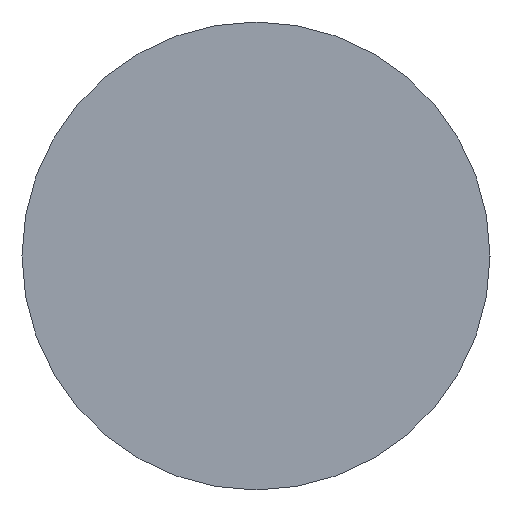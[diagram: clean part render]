
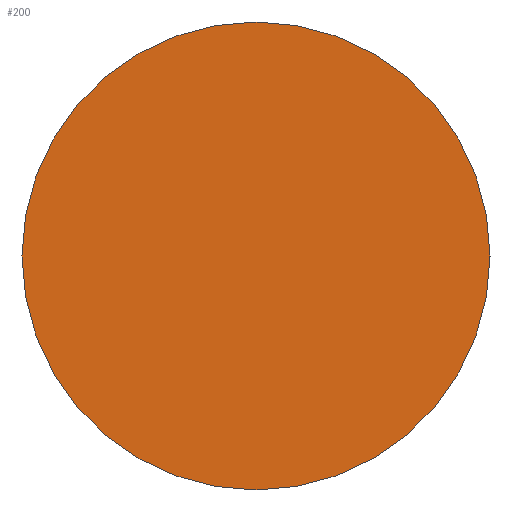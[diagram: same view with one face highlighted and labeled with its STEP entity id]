
A CAD part, left-side view. The second image highlights one B-rep face of the part: STEP entity #200.
In plain terms, the highlighted planar face has unit normal (-1, 0, 0).
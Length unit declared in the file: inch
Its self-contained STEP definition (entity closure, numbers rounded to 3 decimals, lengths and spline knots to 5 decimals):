
#30=PLANE('',#230);
#41=FACE_OUTER_BOUND('',#55,.T.);
#55=EDGE_LOOP('',(#187));
#98=CIRCLE('',#227,0.25);
#114=VERTEX_POINT('',#334);
#137=EDGE_CURVE('',#114,#114,#98,.T.);
#187=ORIENTED_EDGE('',*,*,#137,.T.);
#200=ADVANCED_FACE('',(#41),#30,.F.);
#227=AXIS2_PLACEMENT_3D('',#335,#277,#278);
#230=AXIS2_PLACEMENT_3D('',#340,#284,#285);
#277=DIRECTION('center_axis',(-1.,0.,0.));
#278=DIRECTION('ref_axis',(0.,0.,-1.));
#284=DIRECTION('center_axis',(1.,0.,0.));
#285=DIRECTION('ref_axis',(0.,0.,-1.));
#334=CARTESIAN_POINT('',(-4.,0.,0.25));
#335=CARTESIAN_POINT('Origin',(-4.,0.,0.));
#340=CARTESIAN_POINT('Origin',(-4.,0.,0.));
